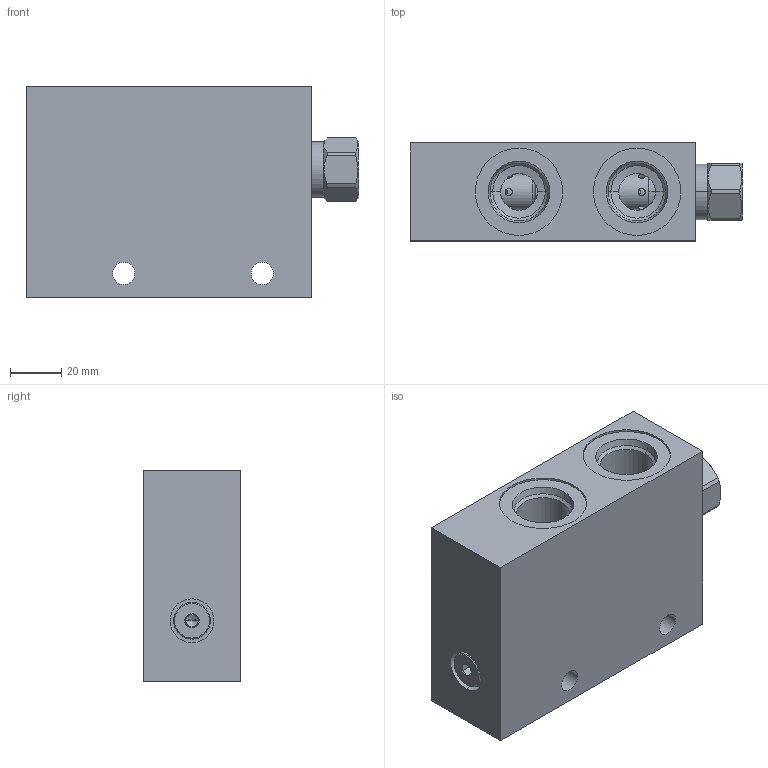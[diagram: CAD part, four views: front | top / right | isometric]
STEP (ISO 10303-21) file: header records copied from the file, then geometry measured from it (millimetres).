
FILE_DESCRIPTION((''),'2;1');
FILE_NAME('YGCBXANPK_ASM','2020-10-15T',('ProEService'),(''),'PRO/ENGINEER BY PARAMETRIC TECHNOLOGY CORPORATION, 2014200','PRO/ENGINEER BY PARAMETRIC TECHNOLOGY CORPORATION, 2014200','');
FILE_SCHEMA(('CONFIG_CONTROL_DESIGN'));
Length unit declared in the file: inch
Products named in the file (5): 152-174-006; FSCHXAN; 280-038-067; A330-006-004; YGCBXANPK_ASM
Assembly tree (6 placements, depth 2):
  YGCBXANPK_ASM
    152-174-006
    FSCHXAN
    280-038-067  x2
    A330-006-004  x2
Bounding box: 129.39 x 38.1 x 82.55 mm (x, y, z)
Volume: 309606.9 mm3; surface area: 68649 mm2
Topology: 13 solids, 13 shells, 1043 faces, 2829 edges, 1985 vertices
Faces by surface type: cylinder 503, plane 221, torus 159, cone 144, revolution 16
Entity records: 43427 total; most frequent: CARTESIAN_POINT 18641, DIRECTION 5170, ORIENTED_EDGE 4702, EDGE_CURVE 2351, AXIS2_PLACEMENT_3D 2013, VERTEX_POINT 1449, EDGE_LOOP 1256, VECTOR 1128
